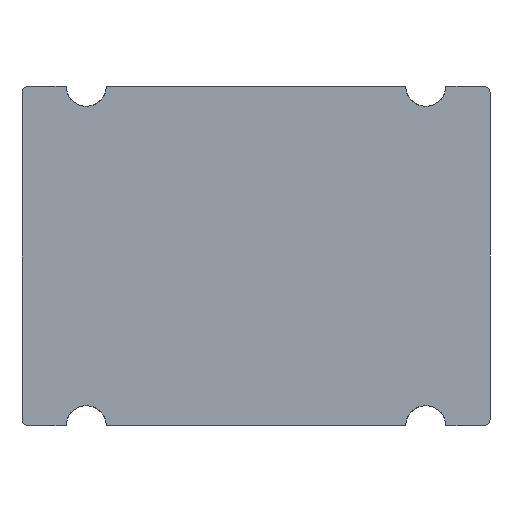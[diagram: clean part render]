
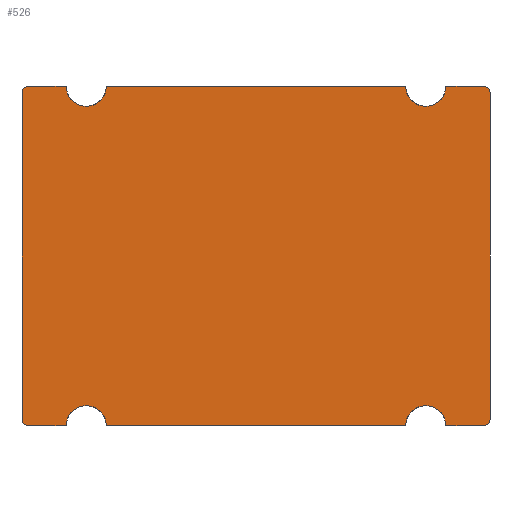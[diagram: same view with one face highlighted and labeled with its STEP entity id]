
A CAD part, front view. The second image highlights one B-rep face of the part: STEP entity #526.
In plain terms, the highlighted planar face has unit normal (0, -1, 0).
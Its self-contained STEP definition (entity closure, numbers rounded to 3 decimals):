
#526=ADVANCED_FACE('',(#1114),#1116,.F.);
#1114=FACE_BOUND('',#1115,.T.);
#1115=EDGE_LOOP('',(#1410,#1411,#1412,#1413,#1414,#1415,#1416,#1417,#1418,#1419,
#1420,#1421,#1422,#1423,#1424,#1425));
#1116=PLANE('',#1117);
#1117=AXIS2_PLACEMENT_3D('',#1118,#1119,#1120);
#1118=CARTESIAN_POINT('',(0.,0.,0.));
#1119=DIRECTION('',(-0.,1.,0.));
#1120=DIRECTION('',(1.,0.,0.));
#1410=ORIENTED_EDGE('',*,*,#1577,.F.);
#1411=ORIENTED_EDGE('',*,*,#1584,.F.);
#1412=ORIENTED_EDGE('',*,*,#1582,.F.);
#1413=ORIENTED_EDGE('',*,*,#1581,.F.);
#1414=ORIENTED_EDGE('',*,*,#1574,.T.);
#1415=ORIENTED_EDGE('',*,*,#1585,.F.);
#1416=ORIENTED_EDGE('',*,*,#1568,.T.);
#1417=ORIENTED_EDGE('',*,*,#1586,.F.);
#1418=ORIENTED_EDGE('',*,*,#1587,.F.);
#1419=ORIENTED_EDGE('',*,*,#1588,.F.);
#1420=ORIENTED_EDGE('',*,*,#1589,.F.);
#1421=ORIENTED_EDGE('',*,*,#1590,.F.);
#1422=ORIENTED_EDGE('',*,*,#1558,.T.);
#1423=ORIENTED_EDGE('',*,*,#1591,.F.);
#1424=ORIENTED_EDGE('',*,*,#1552,.T.);
#1425=ORIENTED_EDGE('',*,*,#1579,.F.);
#1552=EDGE_CURVE('',#1755,#1753,#1756,.T.);
#1558=EDGE_CURVE('',#1765,#1763,#1766,.T.);
#1568=EDGE_CURVE('',#1783,#1781,#1784,.T.);
#1574=EDGE_CURVE('',#1793,#1791,#1794,.T.);
#1577=EDGE_CURVE('',#1796,#1798,#1799,.F.);
#1579=EDGE_CURVE('',#1798,#1753,#1801,.T.);
#1581=EDGE_CURVE('',#1793,#1802,#1804,.T.);
#1582=EDGE_CURVE('',#1802,#1805,#1806,.F.);
#1584=EDGE_CURVE('',#1805,#1796,#1808,.T.);
#1585=EDGE_CURVE('',#1783,#1791,#1809,.T.);
#1586=EDGE_CURVE('',#1810,#1781,#1811,.T.);
#1587=EDGE_CURVE('',#1812,#1810,#1813,.F.);
#1588=EDGE_CURVE('',#1814,#1812,#1815,.T.);
#1589=EDGE_CURVE('',#1816,#1814,#1817,.F.);
#1590=EDGE_CURVE('',#1765,#1816,#1818,.T.);
#1591=EDGE_CURVE('',#1755,#1763,#1819,.T.);
#1753=VERTEX_POINT('',#2333);
#1755=VERTEX_POINT('',#2337);
#1756=CIRCLE('',#2338,0.3);
#1763=VERTEX_POINT('',#2358);
#1765=VERTEX_POINT('',#2362);
#1766=CIRCLE('',#2363,0.3);
#1781=VERTEX_POINT('',#2401);
#1783=VERTEX_POINT('',#2405);
#1784=CIRCLE('',#2406,0.3);
#1791=VERTEX_POINT('',#2426);
#1793=VERTEX_POINT('',#2430);
#1794=CIRCLE('',#2431,0.3);
#1796=VERTEX_POINT('',#2438);
#1798=VERTEX_POINT('',#2442);
#1799=CIRCLE('',#2443,0.1);
#1801=LINE('',#2450,#2451);
#1802=VERTEX_POINT('',#2453);
#1804=LINE('',#2457,#2458);
#1805=VERTEX_POINT('',#2460);
#1806=CIRCLE('',#2461,0.1);
#1808=LINE('',#2468,#2469);
#1809=LINE('',#2471,#2472);
#1810=VERTEX_POINT('',#2474);
#1811=LINE('',#2475,#2476);
#1812=VERTEX_POINT('',#2478);
#1813=CIRCLE('',#2479,0.1);
#1814=VERTEX_POINT('',#2483);
#1815=LINE('',#2484,#2485);
#1816=VERTEX_POINT('',#2487);
#1817=CIRCLE('',#2488,0.1);
#1818=LINE('',#2492,#2493);
#1819=LINE('',#2495,#2496);
#2333=CARTESIAN_POINT('',(0.66,0.,0.));
#2337=CARTESIAN_POINT('',(1.26,0.,0.));
#2338=AXIS2_PLACEMENT_3D('',#2339,#2340,#2341);
#2339=CARTESIAN_POINT('',(0.96,0.,0.));
#2340=DIRECTION('',(-0.,1.,0.));
#2341=DIRECTION('',(1.,0.,0.));
#2358=CARTESIAN_POINT('',(5.74,0.,0.));
#2362=CARTESIAN_POINT('',(6.34,0.,0.));
#2363=AXIS2_PLACEMENT_3D('',#2364,#2365,#2366);
#2364=CARTESIAN_POINT('',(6.04,0.,0.));
#2365=DIRECTION('',(-0.,1.,0.));
#2366=DIRECTION('',(1.,0.,0.));
#2401=CARTESIAN_POINT('',(6.34,0.,-5.08));
#2405=CARTESIAN_POINT('',(5.74,0.,-5.08));
#2406=AXIS2_PLACEMENT_3D('',#2407,#2408,#2409);
#2407=CARTESIAN_POINT('',(6.04,0.,-5.08));
#2408=DIRECTION('',(-0.,1.,0.));
#2409=DIRECTION('',(-1.,0.,0.));
#2426=CARTESIAN_POINT('',(1.26,0.,-5.08));
#2430=CARTESIAN_POINT('',(0.66,0.,-5.08));
#2431=AXIS2_PLACEMENT_3D('',#2432,#2433,#2434);
#2432=CARTESIAN_POINT('',(0.96,0.,-5.08));
#2433=DIRECTION('',(-0.,1.,0.));
#2434=DIRECTION('',(-1.,0.,0.));
#2438=CARTESIAN_POINT('',(0.,0.,-0.1));
#2442=CARTESIAN_POINT('',(0.1,0.,0.));
#2443=AXIS2_PLACEMENT_3D('',#2444,#2445,#2446);
#2444=CARTESIAN_POINT('',(0.1,0.,-0.1));
#2445=DIRECTION('',(0.,-1.,-0.));
#2446=DIRECTION('',(0.,0.,1.));
#2450=CARTESIAN_POINT('',(0.1,0.,0.));
#2451=VECTOR('',#2452,1.);
#2452=DIRECTION('',(1.,0.,0.));
#2453=CARTESIAN_POINT('',(0.1,0.,-5.08));
#2457=CARTESIAN_POINT('',(0.66,0.,-5.08));
#2458=VECTOR('',#2459,1.);
#2459=DIRECTION('',(-1.,0.,0.));
#2460=CARTESIAN_POINT('',(0.,0.,-4.98));
#2461=AXIS2_PLACEMENT_3D('',#2462,#2463,#2464);
#2462=CARTESIAN_POINT('',(0.1,0.,-4.98));
#2463=DIRECTION('',(0.,-1.,-0.));
#2464=DIRECTION('',(-1.,0.,0.));
#2468=CARTESIAN_POINT('',(0.,0.,-4.98));
#2469=VECTOR('',#2470,1.);
#2470=DIRECTION('',(0.,0.,1.));
#2471=CARTESIAN_POINT('',(5.74,0.,-5.08));
#2472=VECTOR('',#2473,1.);
#2473=DIRECTION('',(-1.,0.,0.));
#2474=CARTESIAN_POINT('',(6.9,0.,-5.08));
#2475=CARTESIAN_POINT('',(6.9,0.,-5.08));
#2476=VECTOR('',#2477,1.);
#2477=DIRECTION('',(-1.,0.,0.));
#2478=CARTESIAN_POINT('',(7.,0.,-4.98));
#2479=AXIS2_PLACEMENT_3D('',#2480,#2481,#2482);
#2480=CARTESIAN_POINT('',(6.9,0.,-4.98));
#2481=DIRECTION('',(0.,-1.,-0.));
#2482=DIRECTION('',(0.,0.,-1.));
#2483=CARTESIAN_POINT('',(7.,0.,-0.1));
#2484=CARTESIAN_POINT('',(7.,0.,-0.1));
#2485=VECTOR('',#2486,1.);
#2486=DIRECTION('',(0.,0.,-1.));
#2487=CARTESIAN_POINT('',(6.9,0.,0.));
#2488=AXIS2_PLACEMENT_3D('',#2489,#2490,#2491);
#2489=CARTESIAN_POINT('',(6.9,0.,-0.1));
#2490=DIRECTION('',(0.,-1.,0.));
#2491=DIRECTION('',(1.,0.,0.));
#2492=CARTESIAN_POINT('',(6.34,0.,0.));
#2493=VECTOR('',#2494,1.);
#2494=DIRECTION('',(1.,0.,0.));
#2495=CARTESIAN_POINT('',(1.26,0.,0.));
#2496=VECTOR('',#2497,1.);
#2497=DIRECTION('',(1.,0.,0.));
